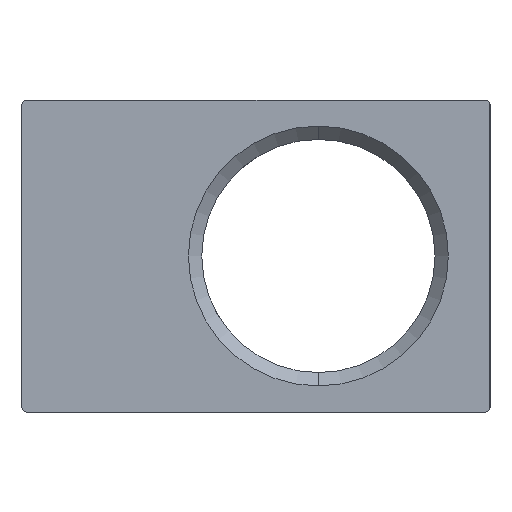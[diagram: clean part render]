
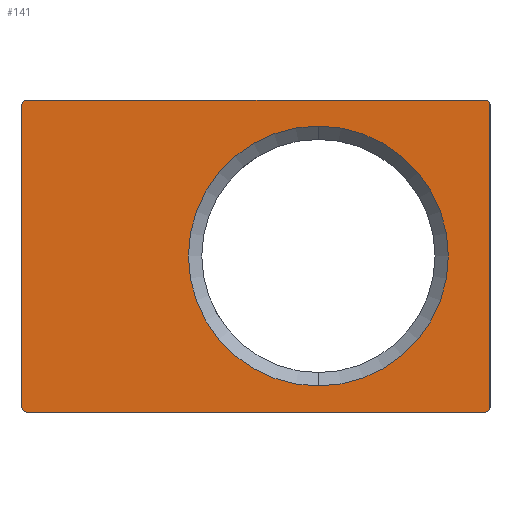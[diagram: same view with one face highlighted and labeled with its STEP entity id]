
A CAD part, left-side view. The second image highlights one B-rep face of the part: STEP entity #141.
In plain terms, the highlighted planar face has unit normal (-1, 0, 0).
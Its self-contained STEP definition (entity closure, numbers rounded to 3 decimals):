
#141=ADVANCED_FACE('',(#283,#284),#285,.T.);
#283=FACE_OUTER_BOUND('',#418,.T.);
#284=FACE_BOUND('',#419,.T.);
#285=PLANE('',#420);
#418=EDGE_LOOP('',(#773,#774,#775,#776,#777,#778,#779,#780));
#419=EDGE_LOOP('',(#781,#782));
#420=AXIS2_PLACEMENT_3D('',#783,#784,#785);
#773=ORIENTED_EDGE('',*,*,#824,.T.);
#774=ORIENTED_EDGE('',*,*,#838,.T.);
#775=ORIENTED_EDGE('',*,*,#925,.T.);
#776=ORIENTED_EDGE('',*,*,#933,.T.);
#777=ORIENTED_EDGE('',*,*,#949,.T.);
#778=ORIENTED_EDGE('',*,*,#866,.F.);
#779=ORIENTED_EDGE('',*,*,#947,.T.);
#780=ORIENTED_EDGE('',*,*,#889,.F.);
#781=ORIENTED_EDGE('',*,*,#860,.T.);
#782=ORIENTED_EDGE('',*,*,#879,.T.);
#783=CARTESIAN_POINT('',(-37.0,30.0,-10.0));
#784=DIRECTION('',(-1.0,0.0,0.0));
#785=DIRECTION('',(0.0,0.0,1.0));
#824=EDGE_CURVE('',#989,#987,#990,.T.);
#838=EDGE_CURVE('',#987,#1011,#1013,.T.);
#860=EDGE_CURVE('',#1041,#1048,#1050,.T.);
#866=EDGE_CURVE('',#1058,#1060,#1061,.T.);
#879=EDGE_CURVE('',#1048,#1041,#1078,.T.);
#889=EDGE_CURVE('',#989,#1089,#1090,.T.);
#925=EDGE_CURVE('',#1011,#1138,#1139,.T.);
#933=EDGE_CURVE('',#1138,#1146,#1148,.T.);
#947=EDGE_CURVE('',#1058,#1089,#1164,.T.);
#949=EDGE_CURVE('',#1146,#1060,#1166,.T.);
#987=VERTEX_POINT('',#1210);
#989=VERTEX_POINT('',#1213);
#990=CIRCLE('',#1214,0.3);
#1011=VERTEX_POINT('',#1240);
#1013=LINE('',#1243,#1244);
#1041=VERTEX_POINT('',#1277);
#1048=VERTEX_POINT('',#1285);
#1050=CIRCLE('',#1288,8.33);
#1058=VERTEX_POINT('',#1297);
#1060=VERTEX_POINT('',#1300);
#1061=LINE('',#1301,#1302);
#1078=CIRCLE('',#1357,8.33);
#1089=VERTEX_POINT('',#1370);
#1090=LINE('',#1371,#1372);
#1138=VERTEX_POINT('',#1497);
#1139=CIRCLE('',#1498,0.3);
#1146=VERTEX_POINT('',#1508);
#1148=LINE('',#1511,#1512);
#1164=CIRCLE('',#1565,0.3);
#1166=CIRCLE('',#1567,0.3);
#1210=CARTESIAN_POINT('',(-37.0,29.7,-10.0));
#1213=CARTESIAN_POINT('',(-37.0,30.0,-9.7));
#1214=AXIS2_PLACEMENT_3D('',#1603,#1604,#1605);
#1240=CARTESIAN_POINT('',(-37.0,0.3,-10.0));
#1243=CARTESIAN_POINT('',(-37.0,29.7,-10.0));
#1244=VECTOR('',#1624,29.4);
#1277=CARTESIAN_POINT('',(-37.0,11.0,8.33));
#1285=CARTESIAN_POINT('',(-37.0,11.0,-8.33));
#1288=AXIS2_PLACEMENT_3D('',#1662,#1663,#1664);
#1297=CARTESIAN_POINT('',(-37.0,29.7,10.0));
#1300=CARTESIAN_POINT('',(-37.0,0.3,10.0));
#1301=CARTESIAN_POINT('',(-37.0,29.7,10.0));
#1302=VECTOR('',#1670,29.4);
#1357=AXIS2_PLACEMENT_3D('',#1684,#1685,#1686);
#1370=CARTESIAN_POINT('',(-37.0,30.0,9.7));
#1371=CARTESIAN_POINT('',(-37.0,30.0,-9.7));
#1372=VECTOR('',#1701,19.4);
#1497=CARTESIAN_POINT('',(-37.0,0.0,-9.7));
#1498=AXIS2_PLACEMENT_3D('',#1750,#1751,#1752);
#1508=CARTESIAN_POINT('',(-37.0,0.0,9.7));
#1511=CARTESIAN_POINT('',(-37.0,0.0,-9.7));
#1512=VECTOR('',#1760,19.4);
#1565=AXIS2_PLACEMENT_3D('',#1770,#1771,#1772);
#1567=AXIS2_PLACEMENT_3D('',#1773,#1774,#1775);
#1603=CARTESIAN_POINT('',(-37.0,29.7,-9.7));
#1604=DIRECTION('',(-1.0,0.0,0.0));
#1605=DIRECTION('',(0.0,1.0,0.0));
#1624=DIRECTION('',(0.0,-1.0,0.0));
#1662=CARTESIAN_POINT('',(-37.0,11.0,0.0));
#1663=DIRECTION('',(1.0,0.0,0.0));
#1664=DIRECTION('',(0.0,0.0,-1.0));
#1670=DIRECTION('',(0.0,-1.0,0.0));
#1684=CARTESIAN_POINT('',(-37.0,11.0,0.0));
#1685=DIRECTION('',(1.0,0.0,0.0));
#1686=DIRECTION('',(0.0,0.0,-1.0));
#1701=DIRECTION('',(0.0,0.0,1.0));
#1750=CARTESIAN_POINT('',(-37.0,0.3,-9.7));
#1751=DIRECTION('',(-1.0,0.0,0.0));
#1752=DIRECTION('',(0.0,0.,-1.0));
#1760=DIRECTION('',(0.0,0.0,1.0));
#1770=CARTESIAN_POINT('',(-37.0,29.7,9.7));
#1771=DIRECTION('',(-1.0,0.0,0.0));
#1772=DIRECTION('',(0.0,0.0,1.0));
#1773=CARTESIAN_POINT('',(-37.0,0.3,9.7));
#1774=DIRECTION('',(-1.0,0.0,0.0));
#1775=DIRECTION('',(0.0,-1.0,0.0));
